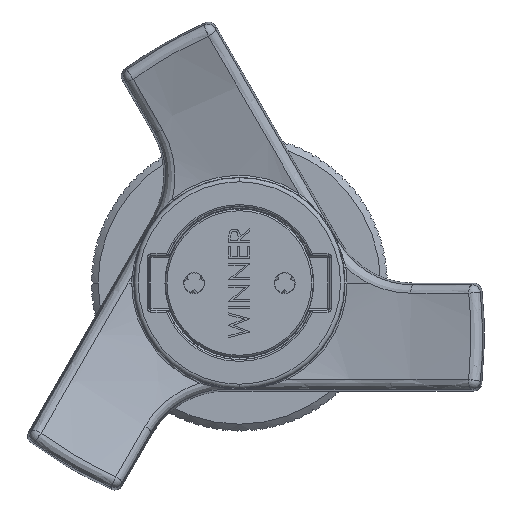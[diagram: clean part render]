
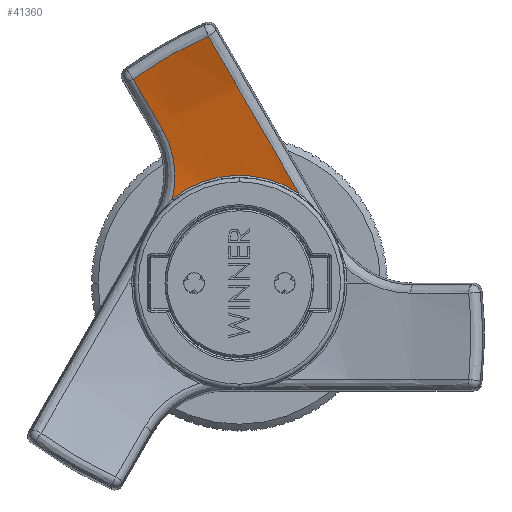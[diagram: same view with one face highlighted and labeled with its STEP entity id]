
A CAD part, left-side view. The second image highlights one B-rep face of the part: STEP entity #41360.
In plain terms, the highlighted spherical face has radius 70 mm.
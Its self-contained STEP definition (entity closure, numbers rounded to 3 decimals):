
#25039 = CARTESIAN_POINT ( 'NONE',  ( -38.432, 7.927, 9.961 ) ) ;
#25250 = CARTESIAN_POINT ( 'NONE',  ( -42.744, 12.52, 24.09 ) ) ;
#25308 = CARTESIAN_POINT ( 'NONE',  ( -38.432, -7.053, 10.597 ) ) ;
#25311 = CARTESIAN_POINT ( 'NONE',  ( -43.746, 3.676, 29.186 ) ) ;
#25393 = CARTESIAN_POINT ( 'NONE',  ( -40.274, 9.091, 18.152 ) ) ;
#32827 = ORIENTED_EDGE ( 'NONE', *, *, #62832, .T. ) ;
#32829 = ORIENTED_EDGE ( 'NONE', *, *, #62830, .T. ) ;
#32831 = ORIENTED_EDGE ( 'NONE', *, *, #62827, .T. ) ;
#32833 = ORIENTED_EDGE ( 'NONE', *, *, #62825, .T. ) ;
#32835 = ORIENTED_EDGE ( 'NONE', *, *, #62823, .T. ) ;
#41360 = ADVANCED_FACE ( 'NONE', ( #80899 ), #80897, .F. ) ;
#41673 = AXIS2_PLACEMENT_3D ( 'NONE', #62363, #62365, #62367 ) ;
#45382 = AXIS2_PLACEMENT_3D ( 'NONE', #73005, #73004, #73009 ) ;
#51646 = CIRCLE ( 'NONE', #41673, 12.73 ) ;
#54541 = VERTEX_POINT ( 'NONE', #25039 ) ;
#55014 = VERTEX_POINT ( 'NONE', #25250 ) ;
#55144 = VERTEX_POINT ( 'NONE', #25308 ) ;
#55152 = VERTEX_POINT ( 'NONE', #25311 ) ;
#55346 = VERTEX_POINT ( 'NONE', #25393 ) ;
#62297 = CARTESIAN_POINT ( 'NONE',  ( -43.746, 3.676, 29.186 ) ) ;
#62328 = CARTESIAN_POINT ( 'NONE',  ( -40.274, 9.091, 18.152 ) ) ;
#62330 = CARTESIAN_POINT ( 'NONE',  ( -40.062, 8.741, 17.548 ) ) ;
#62337 = CARTESIAN_POINT ( 'NONE',  ( -39.861, 8.449, 16.908 ) ) ;
#62339 = CARTESIAN_POINT ( 'NONE',  ( -39.489, 7.991, 15.592 ) ) ;
#62341 = CARTESIAN_POINT ( 'NONE',  ( -39.317, 7.824, 14.913 ) ) ;
#62343 = CARTESIAN_POINT ( 'NONE',  ( -39.08, 7.67, 13.86 ) ) ;
#62344 = CARTESIAN_POINT ( 'NONE',  ( -39.005, 7.636, 13.504 ) ) ;
#62346 = CARTESIAN_POINT ( 'NONE',  ( -38.864, 7.601, 12.795 ) ) ;
#62348 = CARTESIAN_POINT ( 'NONE',  ( -38.799, 7.601, 12.441 ) ) ;
#62350 = CARTESIAN_POINT ( 'NONE',  ( -38.678, 7.634, 11.732 ) ) ;
#62351 = CARTESIAN_POINT ( 'NONE',  ( -38.622, 7.668, 11.377 ) ) ;
#62353 = CARTESIAN_POINT ( 'NONE',  ( -38.52, 7.771, 10.668 ) ) ;
#62355 = CARTESIAN_POINT ( 'NONE',  ( -38.473, 7.84, 10.311 ) ) ;
#62357 = CARTESIAN_POINT ( 'NONE',  ( -38.432, 7.927, 9.961 ) ) ;
#62360 = CARTESIAN_POINT ( 'NONE',  ( -38.432, -7.053, 10.597 ) ) ;
#62362 = CARTESIAN_POINT ( 'NONE',  ( -38.584, -6.131, 12.195 ) ) ;
#62363 = CARTESIAN_POINT ( 'NONE',  ( -38.432, 0., 0. ) ) ;
#62365 = DIRECTION ( 'NONE',  ( 1., 0., 0. ) ) ;
#62367 = DIRECTION ( 'NONE',  ( 0., 0., -1. ) ) ;
#62369 = CARTESIAN_POINT ( 'NONE',  ( -43.294, 6.783, 27.812 ) ) ;
#62370 = CARTESIAN_POINT ( 'NONE',  ( -38.81, -5.21, 13.791 ) ) ;
#62372 = CARTESIAN_POINT ( 'NONE',  ( -39.408, -3.385, 16.953 ) ) ;
#62374 = CARTESIAN_POINT ( 'NONE',  ( -39.781, -2.478, 18.524 ) ) ;
#62376 = CARTESIAN_POINT ( 'NONE',  ( -41.117, 0.22, 23.198 ) ) ;
#62377 = CARTESIAN_POINT ( 'NONE',  ( -42.29, 1.971, 26.233 ) ) ;
#62379 = CARTESIAN_POINT ( 'NONE',  ( -43.746, 3.676, 29.186 ) ) ;
#62382 = CARTESIAN_POINT ( 'NONE',  ( -41.802, 11.399, 22.149 ) ) ;
#62383 = CARTESIAN_POINT ( 'NONE',  ( -42.744, 12.52, 24.09 ) ) ;
#62385 = CARTESIAN_POINT ( 'NONE',  ( -42.959, 9.754, 26.103 ) ) ;
#62387 = CARTESIAN_POINT ( 'NONE',  ( -42.744, 12.52, 24.09 ) ) ;
#62823 = EDGE_CURVE ( 'NONE', #55346, #54541, #68442, .T. ) ;
#62825 = EDGE_CURVE ( 'NONE', #54541, #55144, #51646, .T. ) ;
#62827 = EDGE_CURVE ( 'NONE', #55144, #55152, #68443, .T. ) ;
#62830 = EDGE_CURVE ( 'NONE', #55152, #55014, #68444, .T. ) ;
#62832 = EDGE_CURVE ( 'NONE', #55014, #55346, #68445, .T. ) ;
#64021 = CARTESIAN_POINT ( 'NONE',  ( -40.977, 10.254, 20.167 ) ) ;
#64022 = CARTESIAN_POINT ( 'NONE',  ( -40.274, 9.091, 18.152 ) ) ;
#68442 = B_SPLINE_CURVE_WITH_KNOTS ( 'NONE', 3,
 ( #62328, #62330, #62337, #62339, #62341, #62343, #62344, #62346, #62348, #62350, #62351, #62353, #62355, #62357 ),
 .UNSPECIFIED., .F., .F.,
 ( 4, 2, 2, 2, 2, 2, 4 ),
 ( 0., 0.002, 0.004, 0.005, 0.007, 0.008, 0.009 ),
 .UNSPECIFIED. ) ;
#68443 = B_SPLINE_CURVE_WITH_KNOTS ( 'NONE', 3,
 ( #62360, #62362, #62370, #62372, #62374, #62376, #62377, #62379 ),
 .UNSPECIFIED., .F., .F.,
 ( 4, 2, 2, 4 ),
 ( 0.007, 0.013, 0.018, 0.029 ),
 .UNSPECIFIED. ) ;
#68444 = B_SPLINE_CURVE_WITH_KNOTS ( 'NONE', 3,
 ( #62297, #62369, #62385, #62387 ),
 .UNSPECIFIED., .F., .F.,
 ( 4, 4 ),
 ( 0., 0.01 ),
 .UNSPECIFIED. ) ;
#68445 = B_SPLINE_CURVE_WITH_KNOTS ( 'NONE', 3,
 ( #62383, #62382, #64021, #64022 ),
 .UNSPECIFIED., .F., .F.,
 ( 4, 4 ),
 ( 0., 0.007 ),
 .UNSPECIFIED. ) ;
#73004 = DIRECTION ( 'NONE',  ( 0., 0., -1. ) ) ;
#73005 = CARTESIAN_POINT ( 'NONE',  ( -107.265, 0., 0. ) ) ;
#73009 = DIRECTION ( 'NONE',  ( 0., -1., 0. ) ) ;
#80897 = SPHERICAL_SURFACE ( 'NONE', #45382, 70. ) ;
#80899 = FACE_OUTER_BOUND ( 'NONE', #83761, .T. ) ;
#83761 = EDGE_LOOP ( 'NONE', ( #32835, #32833, #32831, #32829, #32827 ) ) ;
